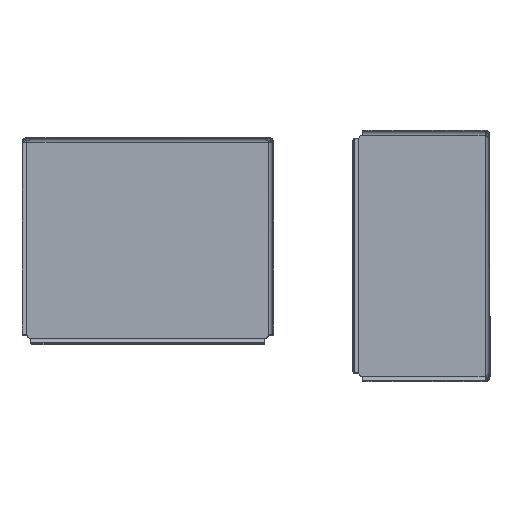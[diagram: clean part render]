
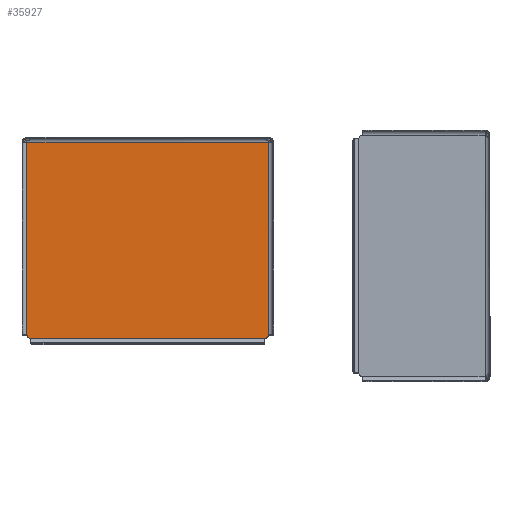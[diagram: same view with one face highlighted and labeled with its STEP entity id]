
A CAD part, top view. The second image highlights one B-rep face of the part: STEP entity #35927.
In plain terms, the highlighted planar face has unit normal (0, 0, 1).
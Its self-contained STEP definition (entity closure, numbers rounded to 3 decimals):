
#1255=PLANE('',#38274);
#3543=FACE_OUTER_BOUND('',#5624,.T.);
#5624=EDGE_LOOP('',(#31081,#31082,#31083,#31084,#31085,#31086));
#8419=LINE('',#61556,#12659);
#8421=LINE('',#61729,#12661);
#8443=LINE('',#61907,#12683);
#9322=LINE('',#66370,#13562);
#12659=VECTOR('',#43644,10.);
#12661=VECTOR('',#43656,10.);
#12683=VECTOR('',#43722,10.);
#13562=VECTOR('',#45497,10.);
#15078=CIRCLE('',#37778,8.);
#15080=CIRCLE('',#37781,8.);
#17083=VERTEX_POINT('',#60865);
#17084=VERTEX_POINT('',#60867);
#17087=VERTEX_POINT('',#60874);
#17088=VERTEX_POINT('',#60876);
#17110=VERTEX_POINT('',#61317);
#17119=VERTEX_POINT('',#61555);
#21359=EDGE_CURVE('',#17084,#17083,#15078,.T.);
#21363=EDGE_CURVE('',#17088,#17087,#15080,.T.);
#21408=EDGE_CURVE('',#17119,#17110,#8419,.T.);
#21419=EDGE_CURVE('',#17087,#17119,#8421,.T.);
#21462=EDGE_CURVE('',#17110,#17084,#8443,.T.);
#22486=EDGE_CURVE('',#17083,#17088,#9322,.T.);
#31081=ORIENTED_EDGE('',*,*,#22486,.T.);
#31082=ORIENTED_EDGE('',*,*,#21363,.T.);
#31083=ORIENTED_EDGE('',*,*,#21419,.T.);
#31084=ORIENTED_EDGE('',*,*,#21408,.T.);
#31085=ORIENTED_EDGE('',*,*,#21462,.T.);
#31086=ORIENTED_EDGE('',*,*,#21359,.T.);
#35927=ADVANCED_FACE('',(#3543),#1255,.T.);
#37778=AXIS2_PLACEMENT_3D('',#60868,#43587,#43588);
#37781=AXIS2_PLACEMENT_3D('',#60877,#43595,#43596);
#38274=AXIS2_PLACEMENT_3D('',#66369,#45495,#45496);
#43587=DIRECTION('center_axis',(0.,0.,1.));
#43588=DIRECTION('ref_axis',(-0.98,-0.197,0.));
#43595=DIRECTION('center_axis',(0.,0.,1.));
#43596=DIRECTION('ref_axis',(0.109,-0.994,0.));
#43644=DIRECTION('',(-1.,0.,0.));
#43656=DIRECTION('',(0.,1.,0.));
#43722=DIRECTION('',(0.,-1.,0.));
#45495=DIRECTION('center_axis',(0.,0.,1.));
#45496=DIRECTION('ref_axis',(1.,0.,0.));
#45497=DIRECTION('',(1.,0.,0.));
#60865=CARTESIAN_POINT('',(-927.712,84.576,379.2));
#60867=CARTESIAN_POINT('',(-934.684,90.95,379.2));
#60868=CARTESIAN_POINT('Origin',(-926.841,92.529,379.2));
#60874=CARTESIAN_POINT('',(-483.184,90.95,379.2));
#60876=CARTESIAN_POINT('',(-490.156,84.576,379.2));
#60877=CARTESIAN_POINT('Origin',(-491.027,92.529,379.2));
#61317=CARTESIAN_POINT('',(-934.684,450.7,379.2));
#61555=CARTESIAN_POINT('',(-483.184,450.7,379.2));
#61556=CARTESIAN_POINT('',(-599.684,450.7,379.2));
#61729=CARTESIAN_POINT('',(-483.184,182.823,379.2));
#61907=CARTESIAN_POINT('',(-934.684,359.073,379.2));
#66369=CARTESIAN_POINT('Origin',(-708.934,274.697,379.2));
#66370=CARTESIAN_POINT('',(-599.545,84.576,379.2));
